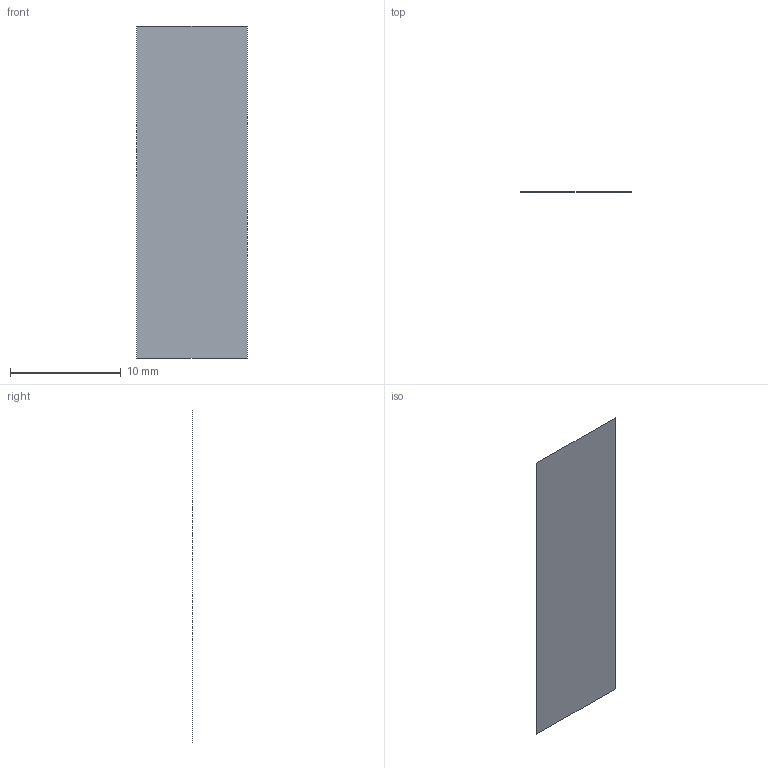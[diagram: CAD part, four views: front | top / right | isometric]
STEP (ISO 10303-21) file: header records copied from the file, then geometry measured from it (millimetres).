
FILE_DESCRIPTION(/* description */ ('STEP AP214'),/* implementation_level */ '2;1');
FILE_NAME(/* name */ '613a679df49b3920d0083bbb',/* time_stamp */ '2021-09-09T19:59:25+00:00',/* author */ (''),/* organization */ (''),/* preprocessor_version */ 'ST-DEVELOPER v18.1',/* originating_system */ ' ',/* authorisation */ ' ');
FILE_SCHEMA (('AUTOMOTIVE_DESIGN {1 0 10303 214 3 1 1}'));
Length unit declared in the file: metre
Products named in the file (1): Surface 2
Bounding box: 10 x 0 x 30 mm (x, y, z)
Surface area: 300 mm2 (no closed solid volume)
Topology: 0 solids, 1 shells, 1 faces, 4 edges, 4 vertices
Faces by surface type: plane 1
Entity records: 78 total; most frequent: CARTESIAN_POINT 10, DIRECTION 8, ORIENTED_EDGE 4, EDGE_CURVE 4, VERTEX_POINT 4, LINE 4, VECTOR 4, PROPERTY_DEFINITION_REPRESENTATION 2
